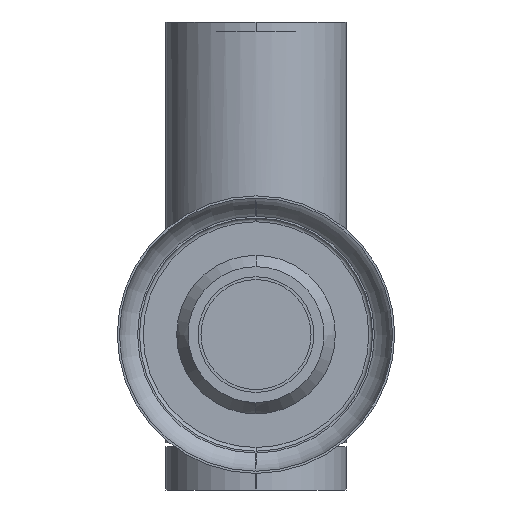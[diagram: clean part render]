
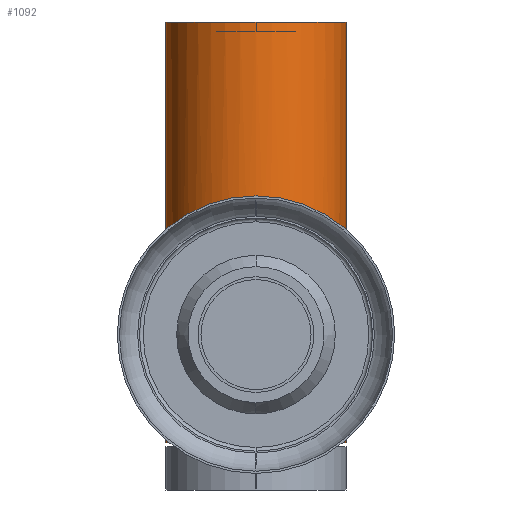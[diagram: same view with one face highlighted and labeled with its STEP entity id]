
A CAD part, front view. The second image highlights one B-rep face of the part: STEP entity #1092.
In plain terms, the highlighted cylindrical face has radius 24.765 mm (diameter 49.53 mm), a partial arc.
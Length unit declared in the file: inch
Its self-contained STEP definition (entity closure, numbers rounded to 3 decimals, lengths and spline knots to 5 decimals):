
#48=CARTESIAN_POINT('',(0.,0.,3.38));
#49=DIRECTION('',(0.,0.,-1.));
#50=DIRECTION('',(1.,0.,0.));
#51=AXIS2_PLACEMENT_3D('',#48,#49,#50);
#63=DIRECTION('',(0.,0.,1.));
#64=VECTOR('',#63,4.55);
#65=CARTESIAN_POINT('',(0.975,0.,-1.17));
#66=LINE('',#65,#64);
#67=DIRECTION('',(0.,0.,-1.));
#68=VECTOR('',#67,4.55);
#69=CARTESIAN_POINT('',(-0.975,0.,3.38));
#70=LINE('',#69,#68);
#71=CARTESIAN_POINT('',(0.,-0.975,1.005));
#72=CARTESIAN_POINT('',(-0.04895,-0.975,1.00537));
#73=CARTESIAN_POINT('',(-0.14913,-0.96758,
0.99575));
#74=CARTESIAN_POINT('',(-0.30119,-0.93186,
0.95212));
#75=CARTESIAN_POINT('',(-0.45425,-0.86856,
0.87355));
#76=CARTESIAN_POINT('',(-0.60516,-0.77136,
0.75043));
#77=CARTESIAN_POINT('',(-0.72512,-0.65712,
0.59844));
#78=CARTESIAN_POINT('',(-0.80099,-0.55935,
0.45679));
#79=CARTESIAN_POINT('',(-0.8521,-0.47633,
0.31806));
#80=CARTESIAN_POINT('',(-0.8824,-0.41567,
0.18414));
#81=CARTESIAN_POINT('',(-0.89554,-0.38556,
0.0566));
#82=CARTESIAN_POINT('',(-0.89545,-0.38577,
-0.05832));
#83=CARTESIAN_POINT('',(-0.88211,-0.41629,
-0.18583));
#84=CARTESIAN_POINT('',(-0.85164,-0.47715,
-0.31955));
#85=CARTESIAN_POINT('',(-0.80044,-0.56017,
-0.45804));
#86=CARTESIAN_POINT('',(-0.72434,-0.65794,
-0.59955));
#87=CARTESIAN_POINT('',(-0.60508,-0.77137,
-0.75044));
#88=CARTESIAN_POINT('',(-0.45418,-0.86861,
-0.87362));
#89=CARTESIAN_POINT('',(-0.30109,-0.93189,
-0.95217));
#90=CARTESIAN_POINT('',(-0.14891,-0.96762,
-0.99578));
#91=CARTESIAN_POINT('',(-0.04886,-0.975,-1.00538));
#92=CARTESIAN_POINT('',(0.,-0.975,-1.005));
#94=CARTESIAN_POINT('',(0.,-0.975,-1.005));
#95=CARTESIAN_POINT('',(0.04895,-0.975,-1.00537));
#96=CARTESIAN_POINT('',(0.14913,-0.96758,
-0.99575));
#97=CARTESIAN_POINT('',(0.30119,-0.93185,
-0.95212));
#98=CARTESIAN_POINT('',(0.45425,-0.86856,
-0.87355));
#99=CARTESIAN_POINT('',(0.60517,-0.77135,
-0.75042));
#100=CARTESIAN_POINT('',(0.72509,-0.65716,
-0.5985));
#101=CARTESIAN_POINT('',(0.80098,-0.55937,
-0.45683));
#102=CARTESIAN_POINT('',(0.85208,-0.47635,
-0.3181));
#103=CARTESIAN_POINT('',(0.88239,-0.41568,
-0.18418));
#104=CARTESIAN_POINT('',(0.89554,-0.38556,
-0.05663));
#105=CARTESIAN_POINT('',(0.89545,-0.38576,
0.05829));
#106=CARTESIAN_POINT('',(0.88212,-0.41627,
0.1858));
#107=CARTESIAN_POINT('',(0.85165,-0.47713,
0.31952));
#108=CARTESIAN_POINT('',(0.80045,-0.56015,
0.45801));
#109=CARTESIAN_POINT('',(0.72437,-0.65791,
0.59951));
#110=CARTESIAN_POINT('',(0.6051,-0.77136,
0.75042));
#111=CARTESIAN_POINT('',(0.45418,-0.86861,
0.87362));
#112=CARTESIAN_POINT('',(0.30109,-0.93189,
0.95217));
#113=CARTESIAN_POINT('',(0.14891,-0.96762,
0.99578));
#114=CARTESIAN_POINT('',(0.04886,-0.975,1.00538));
#115=CARTESIAN_POINT('',(0.,-0.975,1.005));
#117=CARTESIAN_POINT('',(0.,0.,-1.17));
#118=DIRECTION('',(0.,0.,-1.));
#119=DIRECTION('',(1.,0.,0.));
#120=AXIS2_PLACEMENT_3D('',#117,#118,#119);
#834=CARTESIAN_POINT('',(0.975,0.,-1.17));
#835=CARTESIAN_POINT('',(-0.975,0.,-1.17));
#836=VERTEX_POINT('',#834);
#837=VERTEX_POINT('',#835);
#838=CARTESIAN_POINT('',(0.975,0.,3.38));
#839=VERTEX_POINT('',#838);
#840=CARTESIAN_POINT('',(-0.975,0.,3.38));
#841=VERTEX_POINT('',#840);
#842=VERTEX_POINT('',#71);
#843=VERTEX_POINT('',#92);
#1074=CARTESIAN_POINT('',(0.,0.,3.471));
#1075=DIRECTION('',(0.,0.,-1.));
#1076=DIRECTION('',(-1.,0.,0.));
#1077=AXIS2_PLACEMENT_3D('',#1074,#1075,#1076);
#1078=CYLINDRICAL_SURFACE('',#1077,0.975);
#1079=ORIENTED_EDGE('',*,*,#1064,.F.);
#1081=ORIENTED_EDGE('',*,*,#1080,.T.);
#1082=ORIENTED_EDGE('',*,*,#1067,.F.);
#1083=ORIENTED_EDGE('',*,*,#1050,.F.);
#1084=EDGE_LOOP('',(#1079,#1081,#1082,#1083));
#1085=FACE_OUTER_BOUND('',#1084,.F.);
#1087=ORIENTED_EDGE('',*,*,#1086,.T.);
#1089=ORIENTED_EDGE('',*,*,#1088,.T.);
#1090=EDGE_LOOP('',(#1087,#1089));
#1091=FACE_BOUND('',#1090,.F.);
#1092=ADVANCED_FACE('',(#1085,#1091),#1078,.T.);
#52=CIRCLE('',#51,0.975);
#93=B_SPLINE_CURVE_WITH_KNOTS('',3,(#71,#72,#73,#74,#75,#76,#77,#78,#79,#80,#81,
#82,#83,#84,#85,#86,#87,#88,#89,#90,#91,#92),.UNSPECIFIED.,.F.,.F.,(4,1,1,1,1,1,
1,1,1,1,1,1,1,1,1,1,1,1,1,4),(0.,0.05263,0.10526,
0.15789,0.21053,0.26316,0.31579,
0.36842,0.42105,0.47368,0.52632,
0.57895,0.63158,0.68421,0.73684,
0.78947,0.84211,0.89474,0.94737,1.),
.UNSPECIFIED.);
#116=B_SPLINE_CURVE_WITH_KNOTS('',3,(#94,#95,#96,#97,#98,#99,#100,#101,#102,
#103,#104,#105,#106,#107,#108,#109,#110,#111,#112,#113,#114,#115),.UNSPECIFIED.,
.F.,.F.,(4,1,1,1,1,1,1,1,1,1,1,1,1,1,1,1,1,1,1,4),(0.,0.05263,
0.10526,0.15789,0.21053,0.26316,
0.31579,0.36842,0.42105,0.47368,
0.52632,0.57895,0.63158,0.68421,
0.73684,0.78947,0.84211,0.89474,
0.94737,1.),.UNSPECIFIED.);
#121=CIRCLE('',#120,0.975);
#1050=EDGE_CURVE('',#839,#841,#52,.T.);
#1064=EDGE_CURVE('',#836,#839,#66,.T.);
#1067=EDGE_CURVE('',#841,#837,#70,.T.);
#1080=EDGE_CURVE('',#836,#837,#121,.T.);
#1086=EDGE_CURVE('',#842,#843,#93,.T.);
#1088=EDGE_CURVE('',#843,#842,#116,.T.);
